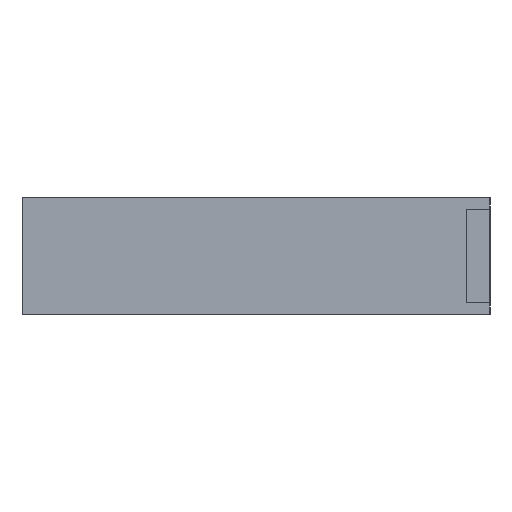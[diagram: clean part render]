
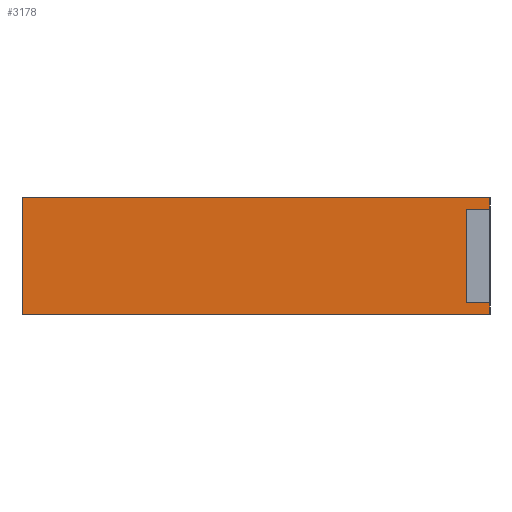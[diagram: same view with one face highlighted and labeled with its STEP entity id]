
A CAD part, left-side view. The second image highlights one B-rep face of the part: STEP entity #3178.
In plain terms, the highlighted planar face has unit normal (-1, 0, 0).
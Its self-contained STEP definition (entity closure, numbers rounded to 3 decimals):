
#123 = CARTESIAN_POINT ( 'NONE',  ( -10., 10., 2.5 ) ) ;
#154 = DIRECTION ( 'NONE',  ( 0., 0., 1. ) ) ;
#226 = VERTEX_POINT ( 'NONE', #533 ) ;
#251 = EDGE_CURVE ( 'NONE', #1077, #226, #483, .T. ) ;
#280 = CARTESIAN_POINT ( 'NONE',  ( -10., -10., -2. ) ) ;
#304 = ORIENTED_EDGE ( 'NONE', *, *, #1988, .F. ) ;
#381 = AXIS2_PLACEMENT_3D ( 'NONE', #2258, #1491, #1980 ) ;
#459 = LINE ( 'NONE', #3047, #1714 ) ;
#483 = LINE ( 'NONE', #2396, #780 ) ;
#500 = VERTEX_POINT ( 'NONE', #2175 ) ;
#505 = VERTEX_POINT ( 'NONE', #123 ) ;
#533 = CARTESIAN_POINT ( 'NONE',  ( -10., 10., -2.5 ) ) ;
#540 = ORIENTED_EDGE ( 'NONE', *, *, #1134, .T. ) ;
#633 = ORIENTED_EDGE ( 'NONE', *, *, #251, .F. ) ;
#780 = VECTOR ( 'NONE', #1576, 1000. ) ;
#948 = LINE ( 'NONE', #980, #2039 ) ;
#963 = EDGE_CURVE ( 'NONE', #500, #2606, #1399, .T. ) ;
#965 = DIRECTION ( 'NONE',  ( 0., 0., 1. ) ) ;
#973 = ORIENTED_EDGE ( 'NONE', *, *, #963, .F. ) ;
#980 = CARTESIAN_POINT ( 'NONE',  ( -10., -10., -2.5 ) ) ;
#990 = EDGE_CURVE ( 'NONE', #2606, #2981, #1874, .T. ) ;
#992 = FACE_OUTER_BOUND ( 'NONE', #2899, .T. ) ;
#1077 = VERTEX_POINT ( 'NONE', #3341 ) ;
#1134 = EDGE_CURVE ( 'NONE', #1077, #1847, #948, .T. ) ;
#1155 = EDGE_CURVE ( 'NONE', #500, #2615, #459, .T. ) ;
#1162 = ORIENTED_EDGE ( 'NONE', *, *, #1771, .T. ) ;
#1261 = VECTOR ( 'NONE', #2962, 1000. ) ;
#1379 = CARTESIAN_POINT ( 'NONE',  ( -10., -10., 2. ) ) ;
#1399 = LINE ( 'NONE', #1379, #1261 ) ;
#1436 = CARTESIAN_POINT ( 'NONE',  ( -10., -9., -2. ) ) ;
#1468 = LINE ( 'NONE', #2509, #2023 ) ;
#1491 = DIRECTION ( 'NONE',  ( 1., 0., 0. ) ) ;
#1576 = DIRECTION ( 'NONE',  ( 0., 1., 0. ) ) ;
#1588 = ORIENTED_EDGE ( 'NONE', *, *, #1851, .T. ) ;
#1656 = CARTESIAN_POINT ( 'NONE',  ( -10., -9., 2. ) ) ;
#1690 = LINE ( 'NONE', #2724, #2298 ) ;
#1714 = VECTOR ( 'NONE', #965, 1000. ) ;
#1771 = EDGE_CURVE ( 'NONE', #1847, #2981, #1894, .T. ) ;
#1847 = VERTEX_POINT ( 'NONE', #3179 ) ;
#1851 = EDGE_CURVE ( 'NONE', #2615, #505, #1690, .T. ) ;
#1874 = LINE ( 'NONE', #1656, #2518 ) ;
#1894 = LINE ( 'NONE', #280, #3289 ) ;
#1980 = DIRECTION ( 'NONE',  ( 0., 1., 0. ) ) ;
#1988 = EDGE_CURVE ( 'NONE', #226, #505, #1468, .T. ) ;
#1992 = DIRECTION ( 'NONE',  ( 0., 0., 1. ) ) ;
#2023 = VECTOR ( 'NONE', #154, 1000. ) ;
#2039 = VECTOR ( 'NONE', #1992, 1000. ) ;
#2134 = DIRECTION ( 'NONE',  ( 0., 0., -1. ) ) ;
#2175 = CARTESIAN_POINT ( 'NONE',  ( -10., -10., 2. ) ) ;
#2195 = CARTESIAN_POINT ( 'NONE',  ( -10., -10., 2.5 ) ) ;
#2258 = CARTESIAN_POINT ( 'NONE',  ( -10., -10., 2.5 ) ) ;
#2298 = VECTOR ( 'NONE', #3274, 1000. ) ;
#2396 = CARTESIAN_POINT ( 'NONE',  ( -10., -10., -2.5 ) ) ;
#2452 = CARTESIAN_POINT ( 'NONE',  ( -10., -9., 2. ) ) ;
#2509 = CARTESIAN_POINT ( 'NONE',  ( -10., 10., -2.5 ) ) ;
#2518 = VECTOR ( 'NONE', #2134, 1000. ) ;
#2525 = ORIENTED_EDGE ( 'NONE', *, *, #990, .F. ) ;
#2606 = VERTEX_POINT ( 'NONE', #2452 ) ;
#2615 = VERTEX_POINT ( 'NONE', #2195 ) ;
#2655 = ORIENTED_EDGE ( 'NONE', *, *, #1155, .T. ) ;
#2724 = CARTESIAN_POINT ( 'NONE',  ( -10., -10., 2.5 ) ) ;
#2899 = EDGE_LOOP ( 'NONE', ( #973, #2655, #1588, #304, #633, #540, #1162, #2525 ) ) ;
#2912 = DIRECTION ( 'NONE',  ( 0., 1., 0. ) ) ;
#2962 = DIRECTION ( 'NONE',  ( 0., 1., 0. ) ) ;
#2981 = VERTEX_POINT ( 'NONE', #1436 ) ;
#3047 = CARTESIAN_POINT ( 'NONE',  ( -10., -10., 2. ) ) ;
#3178 = ADVANCED_FACE ( 'NONE', ( #992 ), #3314, .F. ) ;
#3179 = CARTESIAN_POINT ( 'NONE',  ( -10., -10., -2. ) ) ;
#3274 = DIRECTION ( 'NONE',  ( 0., 1., 0. ) ) ;
#3289 = VECTOR ( 'NONE', #2912, 1000. ) ;
#3314 = PLANE ( 'NONE',  #381 ) ;
#3341 = CARTESIAN_POINT ( 'NONE',  ( -10., -10., -2.5 ) ) ;
